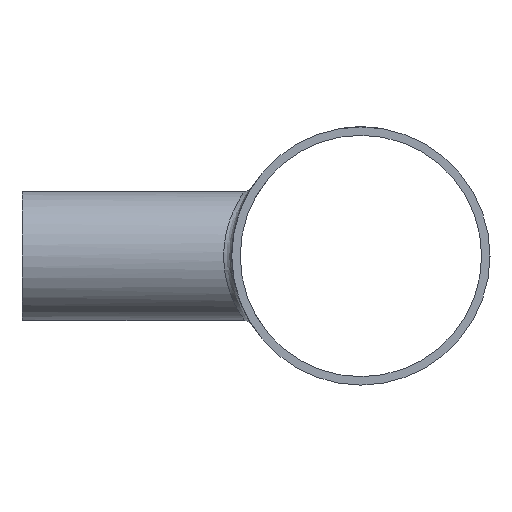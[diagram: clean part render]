
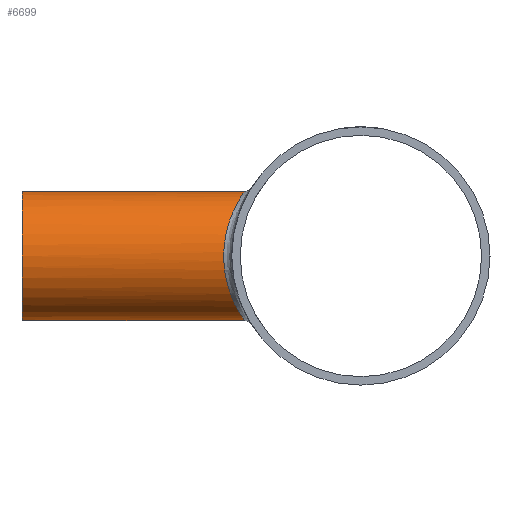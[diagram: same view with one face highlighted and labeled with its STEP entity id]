
A CAD part, left-side view. The second image highlights one B-rep face of the part: STEP entity #6699.
In plain terms, the highlighted cylindrical face has radius 12.7 mm (diameter 25.4 mm), a full revolution.
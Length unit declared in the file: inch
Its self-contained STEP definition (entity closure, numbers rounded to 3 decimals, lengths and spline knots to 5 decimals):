
#135=FACE_BOUND('',#1235,.T.);
#835=FACE_OUTER_BOUND('',#1234,.T.);
#1234=EDGE_LOOP('',(#6258));
#1235=EDGE_LOOP('',(#6259));
#1557=B_SPLINE_CURVE_WITH_KNOTS('',3,(#14592,#14593,#14594,#14595,#14596,
#14597,#14598,#14599,#14600,#14601,#14602,#14603,#14604,#14605,#14606,#14607,
#14608,#14609,#14610,#14611,#14612,#14613),.UNSPECIFIED.,.T.,.F.,(4,3,1,
1,1,1,1,1,1,1,1,1,1,1,1,1,1,4),(-0.00001,0.,0.55792,
1.11583,1.67375,2.23166,2.78958,3.34749,
3.71944,4.09138,4.46332,4.6493,4.83527,
5.57915,6.13707,6.69499,7.2529,7.81081),
 .UNSPECIFIED.);
#2636=CIRCLE('',#7107,0.5);
#3297=VERTEX_POINT('',#14590);
#3298=VERTEX_POINT('',#14615);
#4288=EDGE_CURVE('',#3297,#3297,#1557,.T.);
#4289=EDGE_CURVE('',#3298,#3298,#2636,.T.);
#6258=ORIENTED_EDGE('',*,*,#4289,.T.);
#6259=ORIENTED_EDGE('',*,*,#4288,.F.);
#6309=CYLINDRICAL_SURFACE('',#7106,0.5);
#6699=ADVANCED_FACE('',(#835,#135),#6309,.T.);
#7106=AXIS2_PLACEMENT_3D('',#14614,#8398,#8399);
#7107=AXIS2_PLACEMENT_3D('',#14616,#8400,#8401);
#8398=DIRECTION('center_axis',(0.,-1.,0.));
#8399=DIRECTION('ref_axis',(1.,0.,0.));
#8400=DIRECTION('center_axis',(0.,-1.,0.));
#8401=DIRECTION('ref_axis',(1.,0.,0.));
#14590=CARTESIAN_POINT('',(0.,0.90139,0.5));
#14592=CARTESIAN_POINT('Ctrl Pts',(0.,0.90126,
0.50008));
#14593=CARTESIAN_POINT('Ctrl Pts',(0.,0.90126,
0.50008));
#14594=CARTESIAN_POINT('Ctrl Pts',(0.,0.90126,
0.50008));
#14595=CARTESIAN_POINT('Ctrl Pts',(0.,0.90126,
0.50008));
#14596=CARTESIAN_POINT('Ctrl Pts',(-0.07603,0.90126,
0.50007));
#14597=CARTESIAN_POINT('Ctrl Pts',(-0.22807,0.92833,
0.46376));
#14598=CARTESIAN_POINT('Ctrl Pts',(-0.40173,1.00548,
0.32388));
#14599=CARTESIAN_POINT('Ctrl Pts',(-0.50417,1.06473,
0.11861));
#14600=CARTESIAN_POINT('Ctrl Pts',(-0.50405,1.06486,
-0.11864));
#14601=CARTESIAN_POINT('Ctrl Pts',(-0.40201,1.00534,
-0.32385));
#14602=CARTESIAN_POINT('Ctrl Pts',(-0.24688,0.93713,
-0.44812));
#14603=CARTESIAN_POINT('Ctrl Pts',(-0.0776,0.90012,
-0.50191));
#14604=CARTESIAN_POINT('Ctrl Pts',(0.07762,0.90009,
-0.50187));
#14605=CARTESIAN_POINT('Ctrl Pts',(0.19847,0.92651,-0.46361));
#14606=CARTESIAN_POINT('Ctrl Pts',(0.28376,0.9555,
-0.41383));
#14607=CARTESIAN_POINT('Ctrl Pts',(0.39843,1.00292,-0.32241));
#14608=CARTESIAN_POINT('Ctrl Pts',(0.50395,1.06501,-0.14513));
#14609=CARTESIAN_POINT('Ctrl Pts',(0.50426,1.06472,0.11868));
#14610=CARTESIAN_POINT('Ctrl Pts',(0.40165,1.00548,0.32378));
#14611=CARTESIAN_POINT('Ctrl Pts',(0.22811,0.92833,
0.4638));
#14612=CARTESIAN_POINT('Ctrl Pts',(0.07603,0.90126,
0.50008));
#14613=CARTESIAN_POINT('Ctrl Pts',(0.,0.90126,
0.50008));
#14614=CARTESIAN_POINT('Origin',(0.,2.625,0.));
#14615=CARTESIAN_POINT('',(-0.5,2.625,0.));
#14616=CARTESIAN_POINT('Origin',(0.,2.625,0.));
